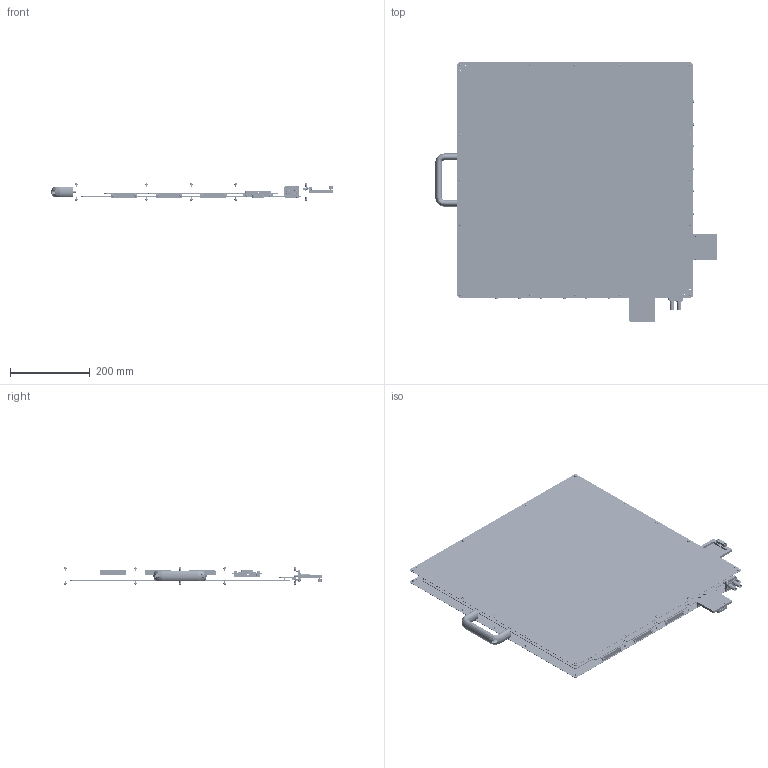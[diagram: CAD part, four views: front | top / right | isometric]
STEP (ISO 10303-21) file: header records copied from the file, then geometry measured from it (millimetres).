
FILE_DESCRIPTION (( 'STEP AP214' ), '1' );
FILE_NAME ('88202400-IC256-45.STEP', '2017-11-30T19:01:04', ( '' ), ( '' ), 'SwSTEP 2.0', 'SolidWorks 2017', '' );
FILE_SCHEMA (( 'AUTOMOTIVE_DESIGN' ));
Length unit declared in the file: millimetre
Products named in the file (1): 88202400-IC256-45
Bounding box: 705.56 x 650 x 43.29 mm (x, y, z)
Volume: 1183035.3 mm3; surface area: 2485504.1 mm2
Topology: 405 solids, 405 shells, 9972 faces, 25406 edges, 16664 vertices
Faces by surface type: plane 7590, cylinder 1898, cone 298, sphere 120, bspline 66
Entity records: 443149 total; most frequent: CARTESIAN_POINT 60045, ORIENTED_EDGE 53708, DIRECTION 53078, EDGE_CURVE 26854, LINE 20656, VECTOR 20656, VERTEX_POINT 17614, AXIS2_PLACEMENT_3D 16211
